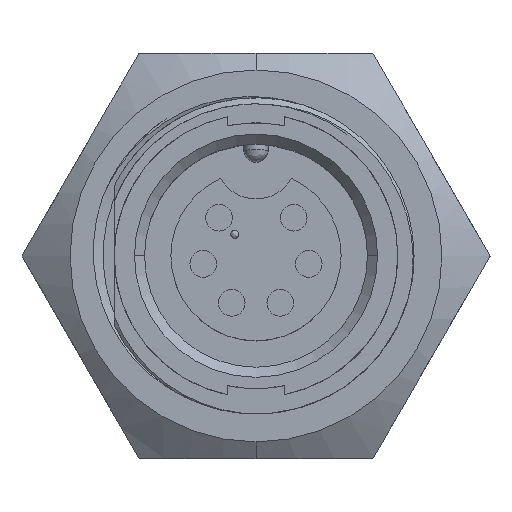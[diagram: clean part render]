
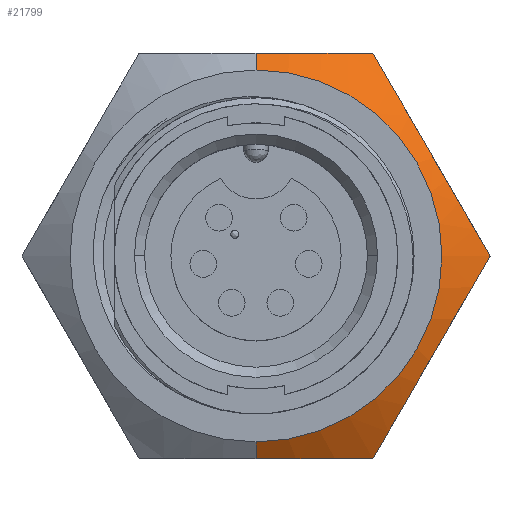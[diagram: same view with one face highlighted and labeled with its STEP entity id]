
A CAD part, top view. The second image highlights one B-rep face of the part: STEP entity #21799.
In plain terms, the highlighted conical face has half-angle 55 degrees and reference radius 14.683 mm.
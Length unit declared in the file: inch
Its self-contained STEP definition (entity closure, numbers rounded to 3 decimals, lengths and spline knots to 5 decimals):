
#336 = ORIENTED_EDGE ( 'NONE', *, *, #7827, .T. ) ;
#347 = ORIENTED_EDGE ( 'NONE', *, *, #7826, .T. ) ;
#365 = ORIENTED_EDGE ( 'NONE', *, *, #7828, .T. ) ;
#376 = ORIENTED_EDGE ( 'NONE', *, *, #7825, .T. ) ;
#382 = ORIENTED_EDGE ( 'NONE', *, *, #7824, .T. ) ;
#395 = ORIENTED_EDGE ( 'NONE', *, *, #7823, .T. ) ;
#402 = ORIENTED_EDGE ( 'NONE', *, *, #7822, .F. ) ;
#3687 = CARTESIAN_POINT ( 'NONE',  ( 0.28868, 0.5, -0.408 ) ) ;
#3692 = CARTESIAN_POINT ( 'NONE',  ( 0., 0.5, -0.35384 ) ) ;
#3700 = CARTESIAN_POINT ( 'NONE',  ( 0.28868, -0.5, -0.408 ) ) ;
#3818 = CARTESIAN_POINT ( 'NONE',  ( 0.57735, 0., -0.408 ) ) ;
#3897 = CARTESIAN_POINT ( 'NONE',  ( 0., 0.45881, -0.325 ) ) ;
#3923 = CARTESIAN_POINT ( 'NONE',  ( 0., -0.45881, -0.325 ) ) ;
#3930 = CARTESIAN_POINT ( 'NONE',  ( 0., -0.5, -0.35384 ) ) ;
#4802 = CARTESIAN_POINT ( 'NONE',  ( 0.48189, -0.16534, -0.36006 ) ) ;
#4813 = CARTESIAN_POINT ( 'NONE',  ( 0.28868, -0.5, -0.408 ) ) ;
#4831 = LINE ( 'NONE', #5120, #22980 ) ;
#4841 = CARTESIAN_POINT ( 'NONE',  ( 0.28868, 0.5, -0.408 ) ) ;
#4848 = CARTESIAN_POINT ( 'NONE',  ( 0.55401, 0.04043, -0.39165 ) ) ;
#4864 = CARTESIAN_POINT ( 'NONE',  ( 0.0985, -0.5, -0.36016 ) ) ;
#4865 = DIRECTION ( 'NONE',  ( 0., 0., -1. ) ) ;
#4870 = CARTESIAN_POINT ( 'NONE',  ( 0.31202, -0.45957, -0.39165 ) ) ;
#4889 = CARTESIAN_POINT ( 'NONE',  ( 0.24203, -0.5, -0.39167 ) ) ;
#4895 = CARTESIAN_POINT ( 'NONE',  ( 0., 0., -0.325 ) ) ;
#4913 = CARTESIAN_POINT ( 'NONE',  ( 0.31209, 0.45945, -0.39161 ) ) ;
#4915 = CARTESIAN_POINT ( 'NONE',  ( 0.38345, -0.33584, -0.3592 ) ) ;
#4944 = CARTESIAN_POINT ( 'NONE',  ( 0.55394, -0.04055, -0.39161 ) ) ;
#4948 = LINE ( 'NONE', #4962, #22978 ) ;
#4949 = CARTESIAN_POINT ( 'NONE',  ( 0.57735, 0., -0.408 ) ) ;
#4952 = CARTESIAN_POINT ( 'NONE',  ( 0.37197, 0.35574, -0.36376 ) ) ;
#4962 = CARTESIAN_POINT ( 'NONE',  ( 0., -0.57806, -0.4085 ) ) ;
#4970 = CARTESIAN_POINT ( 'NONE',  ( 0.38413, 0.33466, -0.36006 ) ) ;
#5000 = CARTESIAN_POINT ( 'NONE',  ( 0.53024, -0.08159, -0.37798 ) ) ;
#5001 = CARTESIAN_POINT ( 'NONE',  ( 0.19482, -0.5, -0.37809 ) ) ;
#5009 = CARTESIAN_POINT ( 'NONE',  ( 0.42122, 0.27043, -0.3538 ) ) ;
#5027 = DIRECTION ( 'NONE',  ( 0., -0.819, -0.574 ) ) ;
#5041 = CARTESIAN_POINT ( 'NONE',  ( 0.40773, -0.29379, -0.35392 ) ) ;
#5046 = CARTESIAN_POINT ( 'NONE',  ( 0.02463, -0.5, -0.35384 ) ) ;
#5054 = CARTESIAN_POINT ( 'NONE',  ( 0.40872, 0.29208, -0.35507 ) ) ;
#5065 = CARTESIAN_POINT ( 'NONE',  ( 0.3356, -0.41872, -0.3781 ) ) ;
#5084 = CARTESIAN_POINT ( 'NONE',  ( 0.49406, -0.14426, -0.36376 ) ) ;
#5109 = CARTESIAN_POINT ( 'NONE',  ( 0.45829, 0.20621, -0.35392 ) ) ;
#5120 = CARTESIAN_POINT ( 'NONE',  ( 0., 0.57806, -0.4085 ) ) ;
#5140 = CARTESIAN_POINT ( 'NONE',  ( 0., 0.5, -0.35384 ) ) ;
#5163 = CARTESIAN_POINT ( 'NONE',  ( 0.12274, -0.5, -0.36387 ) ) ;
#5164 = CARTESIAN_POINT ( 'NONE',  ( 0.33578, 0.41841, -0.37798 ) ) ;
#5166 = CARTESIAN_POINT ( 'NONE',  ( 0.28868, -0.5, -0.408 ) ) ;
#5168 = DIRECTION ( 'NONE',  ( 0., 0.819, -0.574 ) ) ;
#5175 = CARTESIAN_POINT ( 'NONE',  ( 0.53042, 0.08128, -0.3781 ) ) ;
#5189 = CARTESIAN_POINT ( 'NONE',  ( 0.44481, -0.22957, -0.3538 ) ) ;
#5193 = CARTESIAN_POINT ( 'NONE',  ( 0.48257, 0.16416, -0.3592 ) ) ;
#5203 = CARTESIAN_POINT ( 'NONE',  ( 0.24181, 0.5, -0.39159 ) ) ;
#5213 = CARTESIAN_POINT ( 'NONE',  ( 0.04964, 0.5, -0.35384 ) ) ;
#5222 = CARTESIAN_POINT ( 'NONE',  ( 0.28868, 0.5, -0.408 ) ) ;
#5228 = CARTESIAN_POINT ( 'NONE',  ( 0.57735, 0., -0.408 ) ) ;
#5248 = CARTESIAN_POINT ( 'NONE',  ( 0., -0.5, -0.35384 ) ) ;
#5255 = CARTESIAN_POINT ( 'NONE',  ( 0.09839, 0.5, -0.35909 ) ) ;
#5300 = CARTESIAN_POINT ( 'NONE',  ( 0.19447, 0.5, -0.378 ) ) ;
#5324 = CARTESIAN_POINT ( 'NONE',  ( 0.4573, -0.20792, -0.35507 ) ) ;
#5326 = CARTESIAN_POINT ( 'NONE',  ( 0.04952, -0.5, -0.35514 ) ) ;
#5329 = DIRECTION ( 'NONE',  ( 0., 1., 0. ) ) ;
#5392 = FACE_OUTER_BOUND ( 'NONE', #22035, .T. ) ;
#5406 = AXIS2_PLACEMENT_3D ( 'NONE', #19183, #19184, #19185 ) ;
#7575 = CIRCLE ( 'NONE', #22983, 0.45881 ) ;
#7738 = CONICAL_SURFACE ( 'NONE', #5406, 0.57806, 0.96 ) ;
#7822 = EDGE_CURVE ( 'NONE', #14999, #15007, #4831, .T. ) ;
#7823 = EDGE_CURVE ( 'NONE', #15070, #15007, #14737, .T. ) ;
#7824 = EDGE_CURVE ( 'NONE', #15409, #15070, #14731, .T. ) ;
#7825 = EDGE_CURVE ( 'NONE', #15275, #15409, #14727, .T. ) ;
#7826 = EDGE_CURVE ( 'NONE', #14997, #15275, #14798, .T. ) ;
#7827 = EDGE_CURVE ( 'NONE', #14999, #15219, #7575, .T. ) ;
#7828 = EDGE_CURVE ( 'NONE', #15219, #14997, #4948, .T. ) ;
#14727 = B_SPLINE_CURVE_WITH_KNOTS ( 'NONE', 3,
 ( #5166, #4870, #5065, #4915, #5041, #5189, #5324, #4802, #5084, #5000, #4944, #5228 ),
 .UNSPECIFIED., .F., .F.,
 ( 4, 2, 2, 2, 2, 4 ),
 ( 0., 0.00372, 0.00743, 0.00929, 0.01115, 0.01486 ),
 .UNSPECIFIED. ) ;
#14731 = B_SPLINE_CURVE_WITH_KNOTS ( 'NONE', 3,
 ( #4949, #4848, #5175, #5193, #5109, #5009, #5054, #4970, #4952, #5164, #4913, #4841 ),
 .UNSPECIFIED., .F., .F.,
 ( 4, 2, 2, 2, 2, 4 ),
 ( 0., 0.00372, 0.00743, 0.00929, 0.01115, 0.01486 ),
 .UNSPECIFIED. ) ;
#14737 = B_SPLINE_CURVE_WITH_KNOTS ( 'NONE', 3,
 ( #5222, #5203, #5300, #5255, #5213, #5140 ),
 .UNSPECIFIED., .F., .F.,
 ( 4, 2, 4 ),
 ( 0., 0.00373, 0.00746 ),
 .UNSPECIFIED. ) ;
#14798 = B_SPLINE_CURVE_WITH_KNOTS ( 'NONE', 3,
 ( #5248, #5046, #5326, #4864, #5163, #5001, #4889, #4813 ),
 .UNSPECIFIED., .F., .F.,
 ( 4, 2, 2, 4 ),
 ( 0.00746, 0.00931, 0.01116, 0.01486 ),
 .UNSPECIFIED. ) ;
#14997 = VERTEX_POINT ( 'NONE', #3930 ) ;
#14999 = VERTEX_POINT ( 'NONE', #3897 ) ;
#15007 = VERTEX_POINT ( 'NONE', #3692 ) ;
#15070 = VERTEX_POINT ( 'NONE', #3687 ) ;
#15219 = VERTEX_POINT ( 'NONE', #3923 ) ;
#15275 = VERTEX_POINT ( 'NONE', #3700 ) ;
#15409 = VERTEX_POINT ( 'NONE', #3818 ) ;
#19183 = CARTESIAN_POINT ( 'NONE',  ( 0., 0., -0.4085 ) ) ;
#19184 = DIRECTION ( 'NONE',  ( 0., 0., -1. ) ) ;
#19185 = DIRECTION ( 'NONE',  ( 0., 1., 0. ) ) ;
#21799 = ADVANCED_FACE ( 'NONE', ( #5392 ), #7738, .T. ) ;
#22035 = EDGE_LOOP ( 'NONE', ( #336, #365, #347, #376, #382, #395, #402 ) ) ;
#22978 = VECTOR ( 'NONE', #5027, 39.37008 ) ;
#22980 = VECTOR ( 'NONE', #5168, 39.37008 ) ;
#22983 = AXIS2_PLACEMENT_3D ( 'NONE', #4895, #4865, #5329 ) ;
